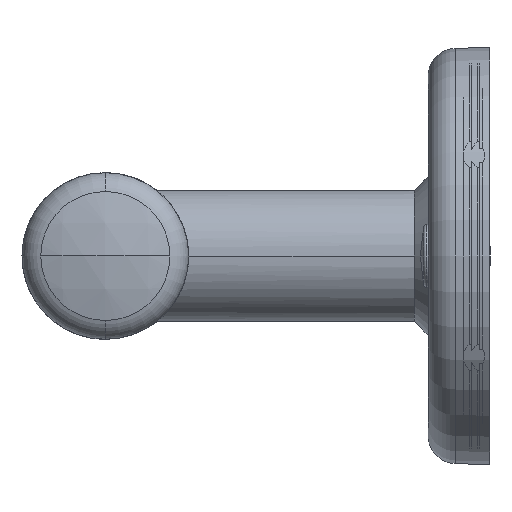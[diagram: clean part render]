
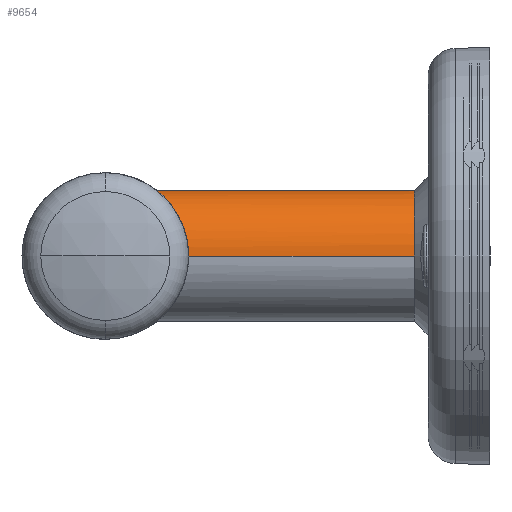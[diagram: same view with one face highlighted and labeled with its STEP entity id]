
A CAD part, left-side view. The second image highlights one B-rep face of the part: STEP entity #9654.
In plain terms, the highlighted cylindrical face has radius 12.5 mm (diameter 25 mm), a partial arc.
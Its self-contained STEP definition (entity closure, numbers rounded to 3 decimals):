
#31 = CARTESIAN_POINT ( 'NONE',  ( -54.711, 285.409, -267.907 ) ) ;
#78 = CARTESIAN_POINT ( 'NONE',  ( -76.151, 287.864, -260.994 ) ) ;
#172 = CARTESIAN_POINT ( 'NONE',  ( -73.751, 289.359, -259.034 ) ) ;
#428 = LINE ( 'NONE', #3531, #7002 ) ;
#677 = CARTESIAN_POINT ( 'NONE',  ( -68.826, 291.254, -257.237 ) ) ;
#723 = CARTESIAN_POINT ( 'NONE',  ( -54.778, 285.462, -267.477 ) ) ;
#862 = DIRECTION ( 'NONE',  ( 1., 0., 0. ) ) ;
#1011 = CARTESIAN_POINT ( 'NONE',  ( -78.729, 285.997, -265.022 ) ) ;
#1419 = CARTESIAN_POINT ( 'NONE',  ( -66.682, 291.396, -257.124 ) ) ;
#1582 = CIRCLE ( 'NONE', #5506, 12.5 ) ;
#1613 = CARTESIAN_POINT ( 'NONE',  ( -79.6, 285.322, -269.624 ) ) ;
#1653 = CARTESIAN_POINT ( 'NONE',  ( -79.506, 285.395, -267.877 ) ) ;
#1705 = CARTESIAN_POINT ( 'NONE',  ( -67.1, 242.247, -269.624 ) ) ;
#1706 = CARTESIAN_POINT ( 'NONE',  ( -78.878, 285.883, -265.417 ) ) ;
#1837 = DIRECTION ( 'NONE',  ( 0., -1., 0. ) ) ;
#2081 = CARTESIAN_POINT ( 'NONE',  ( -67.1, 242.247, -269.624 ) ) ;
#2168 = CARTESIAN_POINT ( 'NONE',  ( -65.388, 291.256, -257.234 ) ) ;
#2219 = CARTESIAN_POINT ( 'NONE',  ( -62.957, 290.564, -257.823 ) ) ;
#2493 = CARTESIAN_POINT ( 'NONE',  ( -72.729, 289.901, -258.456 ) ) ;
#2900 = CARTESIAN_POINT ( 'NONE',  ( -55.297, 285.866, -265.423 ) ) ;
#3001 = CARTESIAN_POINT ( 'NONE',  ( -57.28, 287.331, -261.879 ) ) ;
#3046 = CARTESIAN_POINT ( 'NONE',  ( -58.056, 287.869, -260.986 ) ) ;
#3091 = CARTESIAN_POINT ( 'NONE',  ( -79.242, 285.601, -266.626 ) ) ;
#3189 = CARTESIAN_POINT ( 'NONE',  ( -75.313, 288.421, -260.169 ) ) ;
#3505 = DIRECTION ( 'NONE',  ( 0., -1., 0. ) ) ;
#3531 = CARTESIAN_POINT ( 'NONE',  ( -54.6, 301.222, -269.624 ) ) ;
#3678 = CARTESIAN_POINT ( 'NONE',  ( -69.252, 291.17, -257.304 ) ) ;
#3734 = CARTESIAN_POINT ( 'NONE',  ( -55.96, 286.369, -263.892 ) ) ;
#3823 = CARTESIAN_POINT ( 'NONE',  ( -54.622, 285.339, -268.765 ) ) ;
#3966 = CARTESIAN_POINT ( 'NONE',  ( -72.369, 290.076, -258.282 ) ) ;
#4012 = CARTESIAN_POINT ( 'NONE',  ( -77.837, 286.67, -263.175 ) ) ;
#4180 = B_SPLINE_CURVE_WITH_KNOTS ( 'NONE', 3,
 ( #8284, #4522, #3823, #31, #723, #6628, #2900, #3734, #6722, #4569, #3001, #5990, #3046, #8975, #9620, #8929, #9019, #6807, #2219, #5893, #5261, #8878, #2168, #5172, #1419, #4426, #7405, #677, #3678, #6669, #4762, #3966, #2493, #5354, #172, #7722, #3189, #78, #9210, #6174, #9067, #4012, #5439, #1011, #1706, #6952, #3091, #1653, #4666, #1613 ),
 .UNSPECIFIED., .F., .F.,
 ( 4, 2, 2, 2, 2, 2, 2, 2, 2, 2, 2, 2, 2, 2, 2, 2, 2, 2, 2, 2, 2, 2, 2, 2, 4 ),
 ( 0.041, 0.043, 0.044, 0.046, 0.049, 0.05, 0.052, 0.054, 0.057, 0.058, 0.059, 0.061, 0.062, 0.063, 0.064, 0.067, 0.068, 0.07, 0.072, 0.073, 0.075, 0.077, 0.079, 0.08, 0.082 ),
 .UNSPECIFIED. ) ;
#4426 = CARTESIAN_POINT ( 'NONE',  ( -67.546, 291.395, -257.125 ) ) ;
#4522 = CARTESIAN_POINT ( 'NONE',  ( -54.6, 285.322, -269.195 ) ) ;
#4569 = CARTESIAN_POINT ( 'NONE',  ( -57.037, 287.158, -262.197 ) ) ;
#4666 = CARTESIAN_POINT ( 'NONE',  ( -79.6, 285.322, -268.752 ) ) ;
#4712 = DIRECTION ( 'NONE',  ( 0., -1., 0. ) ) ;
#4735 = VERTEX_POINT ( 'NONE', #5624 ) ;
#4762 = CARTESIAN_POINT ( 'NONE',  ( -71.262, 290.57, -257.81 ) ) ;
#4811 = CIRCLE ( 'NONE', #9170, 12.5 ) ;
#4821 = EDGE_CURVE ( 'NONE', #8825, #7387, #4180, .T. ) ;
#4833 = ORIENTED_EDGE ( 'NONE', *, *, #4821, .T. ) ;
#4970 = DIRECTION ( 'NONE',  ( 0., -1., 0. ) ) ;
#4992 = EDGE_CURVE ( 'NONE', #7994, #6461, #1582, .T. ) ;
#5142 = VECTOR ( 'NONE', #5399, 1000. ) ;
#5172 = CARTESIAN_POINT ( 'NONE',  ( -66.243, 291.367, -257.146 ) ) ;
#5261 = CARTESIAN_POINT ( 'NONE',  ( -64.147, 290.969, -257.47 ) ) ;
#5307 = EDGE_LOOP ( 'NONE', ( #8179, #4833, #6581, #6632, #8923 ) ) ;
#5354 = CARTESIAN_POINT ( 'NONE',  ( -73.419, 289.542, -258.832 ) ) ;
#5399 = DIRECTION ( 'NONE',  ( 0., -1., 0. ) ) ;
#5439 = CARTESIAN_POINT ( 'NONE',  ( -78.231, 286.375, -263.877 ) ) ;
#5445 = CARTESIAN_POINT ( 'NONE',  ( -79.6, 301.222, -269.624 ) ) ;
#5506 = AXIS2_PLACEMENT_3D ( 'NONE', #2081, #3505, #5767 ) ;
#5624 = CARTESIAN_POINT ( 'NONE',  ( -79.6, 242.247, -269.624 ) ) ;
#5767 = DIRECTION ( 'NONE',  ( 1., 0., 0. ) ) ;
#5893 = CARTESIAN_POINT ( 'NONE',  ( -63.742, 290.844, -257.576 ) ) ;
#5990 = CARTESIAN_POINT ( 'NONE',  ( -57.79, 287.687, -261.274 ) ) ;
#6174 = CARTESIAN_POINT ( 'NONE',  ( -76.924, 287.328, -261.885 ) ) ;
#6306 = FACE_OUTER_BOUND ( 'NONE', #5307, .T. ) ;
#6461 = VERTEX_POINT ( 'NONE', #7113 ) ;
#6581 = ORIENTED_EDGE ( 'NONE', *, *, #8754, .T. ) ;
#6628 = CARTESIAN_POINT ( 'NONE',  ( -55.041, 285.667, -266.224 ) ) ;
#6632 = ORIENTED_EDGE ( 'NONE', *, *, #6673, .F. ) ;
#6669 = CARTESIAN_POINT ( 'NONE',  ( -70.489, 290.858, -257.563 ) ) ;
#6673 = EDGE_CURVE ( 'NONE', #6461, #4735, #4811, .T. ) ;
#6709 = AXIS2_PLACEMENT_3D ( 'NONE', #7130, #1837, #9394 ) ;
#6722 = CARTESIAN_POINT ( 'NONE',  ( -56.356, 286.665, -263.185 ) ) ;
#6807 = CARTESIAN_POINT ( 'NONE',  ( -62.579, 290.41, -257.963 ) ) ;
#6860 = LINE ( 'NONE', #5445, #5142 ) ;
#6952 = CARTESIAN_POINT ( 'NONE',  ( -79.134, 285.686, -266.217 ) ) ;
#7002 = VECTOR ( 'NONE', #4970, 1000. ) ;
#7113 = CARTESIAN_POINT ( 'NONE',  ( -67.1, 242.247, -257.124 ) ) ;
#7130 = CARTESIAN_POINT ( 'NONE',  ( -67.1, 301.222, -269.624 ) ) ;
#7387 = VERTEX_POINT ( 'NONE', #9124 ) ;
#7405 = CARTESIAN_POINT ( 'NONE',  ( -67.975, 291.365, -257.147 ) ) ;
#7722 = CARTESIAN_POINT ( 'NONE',  ( -74.715, 288.801, -259.681 ) ) ;
#7852 = CYLINDRICAL_SURFACE ( 'NONE', #6709, 12.5 ) ;
#7994 = VERTEX_POINT ( 'NONE', #8575 ) ;
#8179 = ORIENTED_EDGE ( 'NONE', *, *, #8940, .F. ) ;
#8284 = CARTESIAN_POINT ( 'NONE',  ( -54.6, 285.322, -269.624 ) ) ;
#8525 = CARTESIAN_POINT ( 'NONE',  ( -54.6, 285.322, -269.624 ) ) ;
#8575 = CARTESIAN_POINT ( 'NONE',  ( -54.6, 242.247, -269.624 ) ) ;
#8754 = EDGE_CURVE ( 'NONE', #7387, #4735, #6860, .T. ) ;
#8825 = VERTEX_POINT ( 'NONE', #8525 ) ;
#8878 = CARTESIAN_POINT ( 'NONE',  ( -64.969, 291.175, -257.3 ) ) ;
#8923 = ORIENTED_EDGE ( 'NONE', *, *, #4992, .F. ) ;
#8929 = CARTESIAN_POINT ( 'NONE',  ( -60.791, 289.557, -258.804 ) ) ;
#8940 = EDGE_CURVE ( 'NONE', #8825, #7994, #428, .T. ) ;
#8975 = CARTESIAN_POINT ( 'NONE',  ( -58.889, 288.423, -260.167 ) ) ;
#9019 = CARTESIAN_POINT ( 'NONE',  ( -61.479, 289.921, -258.431 ) ) ;
#9067 = CARTESIAN_POINT ( 'NONE',  ( -77.163, 287.158, -262.198 ) ) ;
#9124 = CARTESIAN_POINT ( 'NONE',  ( -79.6, 285.322, -269.624 ) ) ;
#9170 = AXIS2_PLACEMENT_3D ( 'NONE', #1705, #4712, #862 ) ;
#9210 = CARTESIAN_POINT ( 'NONE',  ( -76.418, 287.68, -261.284 ) ) ;
#9394 = DIRECTION ( 'NONE',  ( -1., 0., 0. ) ) ;
#9620 = CARTESIAN_POINT ( 'NONE',  ( -59.489, 288.804, -259.677 ) ) ;
#9654 = ADVANCED_FACE ( 'Defeatured_0_53', ( #6306 ), #7852, .T. ) ;
